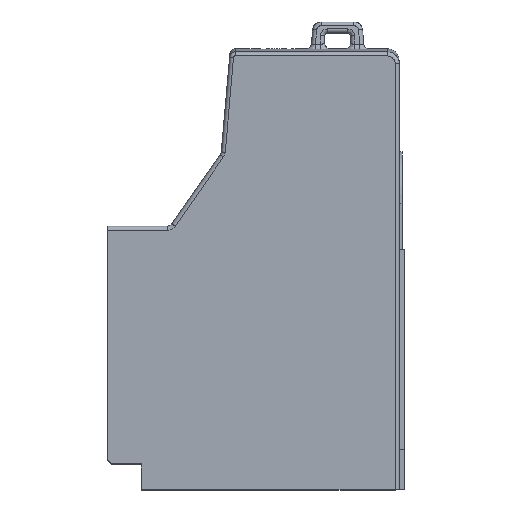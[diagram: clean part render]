
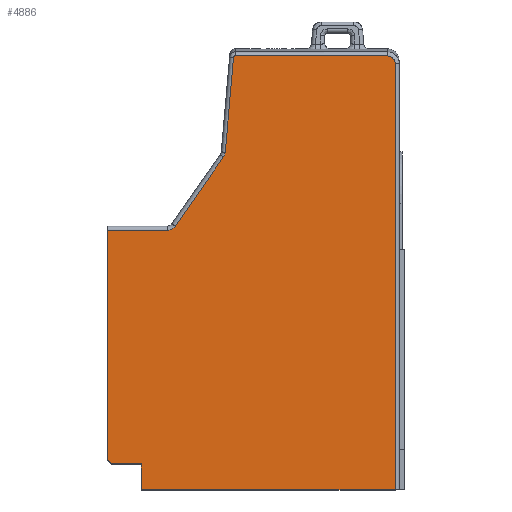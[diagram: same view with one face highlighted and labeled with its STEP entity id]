
A CAD part, top view. The second image highlights one B-rep face of the part: STEP entity #4886.
In plain terms, the highlighted planar face has unit normal (0, 0, 1).
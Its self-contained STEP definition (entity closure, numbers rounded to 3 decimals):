
#359=DIRECTION('',(0.,1.,0.));
#360=VECTOR('',#359,4.5);
#361=CARTESIAN_POINT('',(50.2,-31.3,16.7));
#362=LINE('',#361,#360);
#375=DIRECTION('',(1.,0.,0.));
#376=VECTOR('',#375,5.3);
#377=CARTESIAN_POINT('',(44.9,-26.8,16.7));
#378=LINE('',#377,#376);
#379=DIRECTION('',(0.707,-0.707,0.));
#380=VECTOR('',#379,0.99);
#381=CARTESIAN_POINT('',(44.2,-26.1,16.7));
#382=LINE('',#381,#380);
#383=DIRECTION('',(0.,-1.,0.));
#384=VECTOR('',#383,40.1);
#385=CARTESIAN_POINT('',(44.2,14.,16.7));
#386=LINE('',#385,#384);
#387=DIRECTION('',(-1.,0.,0.));
#388=VECTOR('',#387,10.479);
#389=CARTESIAN_POINT('',(54.679,14.,16.7));
#390=LINE('',#389,#388);
#391=CARTESIAN_POINT('',(54.679,15.7,16.7));
#392=DIRECTION('',(0.,0.,-1.));
#393=DIRECTION('',(0.819,-0.574,0.));
#394=AXIS2_PLACEMENT_3D('',#391,#392,#393);
#396=DIRECTION('',(-0.574,-0.819,0.));
#397=VECTOR('',#396,14.741);
#398=CARTESIAN_POINT('',(64.527,26.8,16.7));
#399=LINE('',#398,#397);
#400=CARTESIAN_POINT('',(63.134,27.775,16.7));
#401=DIRECTION('',(0.,0.,-1.));
#402=DIRECTION('',(0.996,-0.087,0.));
#403=AXIS2_PLACEMENT_3D('',#400,#401,#402);
#405=DIRECTION('',(-0.087,-0.996,0.));
#406=VECTOR('',#405,16.603);
#407=CARTESIAN_POINT('',(66.275,44.167,16.7));
#408=LINE('',#407,#406);
#409=CARTESIAN_POINT('',(66.574,44.441,16.7));
#410=CARTESIAN_POINT('',(66.515,44.441,16.7));
#411=CARTESIAN_POINT('',(66.421,44.402,16.7));
#412=CARTESIAN_POINT('',(66.312,44.292,16.7));
#413=CARTESIAN_POINT('',(66.279,44.213,16.7));
#414=CARTESIAN_POINT('',(66.275,44.167,16.7));
#416=DIRECTION('',(-1.,0.,0.));
#417=VECTOR('',#416,26.626);
#418=CARTESIAN_POINT('',(93.2,44.441,16.7));
#419=LINE('',#418,#417);
#420=CARTESIAN_POINT('',(94.5,43.14,16.7));
#421=CARTESIAN_POINT('',(94.5,43.239,16.7));
#422=CARTESIAN_POINT('',(94.477,43.388,16.7));
#423=CARTESIAN_POINT('',(94.409,43.579,16.7));
#424=CARTESIAN_POINT('',(94.347,43.704,16.7));
#425=CARTESIAN_POINT('',(94.281,43.81,16.7));
#426=CARTESIAN_POINT('',(94.194,43.928,16.7));
#427=CARTESIAN_POINT('',(94.07,44.065,16.7));
#428=CARTESIAN_POINT('',(93.928,44.182,16.7));
#429=CARTESIAN_POINT('',(93.806,44.262,16.7));
#430=CARTESIAN_POINT('',(93.703,44.319,16.7));
#431=CARTESIAN_POINT('',(93.587,44.37,16.7));
#432=CARTESIAN_POINT('',(93.418,44.423,16.7));
#433=CARTESIAN_POINT('',(93.287,44.441,16.7));
#434=CARTESIAN_POINT('',(93.2,44.441,16.7));
#436=DIRECTION('',(0.,1.,0.));
#437=VECTOR('',#436,74.44);
#438=CARTESIAN_POINT('',(94.5,-31.3,16.7));
#439=LINE('',#438,#437);
#744=DIRECTION('',(-1.,0.,0.));
#745=VECTOR('',#744,44.3);
#746=CARTESIAN_POINT('',(94.5,-31.3,16.7));
#747=LINE('',#746,#745);
#1274=CARTESIAN_POINT('',(66.275,44.167,16.7));
#4146=CARTESIAN_POINT('',(50.2,-31.3,16.7));
#4147=VERTEX_POINT('',#4146);
#4148=CARTESIAN_POINT('',(50.2,-26.8,16.7));
#4149=VERTEX_POINT('',#4148);
#4361=VERTEX_POINT('',#1274);
#4362=VERTEX_POINT('',#409);
#4363=CARTESIAN_POINT('',(64.828,27.627,16.7));
#4364=VERTEX_POINT('',#4363);
#4365=CARTESIAN_POINT('',(64.527,26.8,16.7));
#4366=VERTEX_POINT('',#4365);
#4367=CARTESIAN_POINT('',(56.072,14.725,16.7));
#4368=VERTEX_POINT('',#4367);
#4369=CARTESIAN_POINT('',(54.679,14.,16.7));
#4370=VERTEX_POINT('',#4369);
#4373=CARTESIAN_POINT('',(44.2,14.,16.7));
#4374=VERTEX_POINT('',#4373);
#4375=CARTESIAN_POINT('',(44.2,-26.1,16.7));
#4376=VERTEX_POINT('',#4375);
#4377=CARTESIAN_POINT('',(44.9,-26.8,16.7));
#4378=VERTEX_POINT('',#4377);
#4379=CARTESIAN_POINT('',(94.5,-31.3,16.7));
#4380=VERTEX_POINT('',#4379);
#4381=CARTESIAN_POINT('',(94.5,43.14,16.7));
#4382=VERTEX_POINT('',#4381);
#4383=VERTEX_POINT('',#434);
#4853=CARTESIAN_POINT('',(69.35,6.57,16.7));
#4854=DIRECTION('',(0.,0.,1.));
#4855=DIRECTION('',(1.,0.,0.));
#4856=AXIS2_PLACEMENT_3D('',#4853,#4854,#4855);
#4857=PLANE('',#4856);
#4858=ORIENTED_EDGE('',*,*,#4635,.F.);
#4860=ORIENTED_EDGE('',*,*,#4859,.F.);
#4862=ORIENTED_EDGE('',*,*,#4861,.F.);
#4864=ORIENTED_EDGE('',*,*,#4863,.F.);
#4866=ORIENTED_EDGE('',*,*,#4865,.F.);
#4868=ORIENTED_EDGE('',*,*,#4867,.F.);
#4870=ORIENTED_EDGE('',*,*,#4869,.F.);
#4872=ORIENTED_EDGE('',*,*,#4871,.F.);
#4874=ORIENTED_EDGE('',*,*,#4873,.F.);
#4876=ORIENTED_EDGE('',*,*,#4875,.F.);
#4878=ORIENTED_EDGE('',*,*,#4877,.F.);
#4880=ORIENTED_EDGE('',*,*,#4879,.F.);
#4882=ORIENTED_EDGE('',*,*,#4881,.T.);
#4883=ORIENTED_EDGE('',*,*,#4833,.T.);
#4884=EDGE_LOOP('',(#4858,#4860,#4862,#4864,#4866,#4868,#4870,#4872,#4874,#4876,
#4878,#4880,#4882,#4883));
#4885=FACE_OUTER_BOUND('',#4884,.F.);
#395=CIRCLE('',#394,1.7);
#404=CIRCLE('',#403,1.7);
#415=B_SPLINE_CURVE_WITH_KNOTS('',3,(#409,#410,#411,#412,#413,#414),
.UNSPECIFIED.,.F.,.F.,(4,1,1,4),(0.,0.426,0.663,1.),
.UNSPECIFIED.);
#435=B_SPLINE_CURVE_WITH_KNOTS('',3,(#420,#421,#422,#423,#424,#425,#426,#427,
#428,#429,#430,#431,#432,#433,#434),.UNSPECIFIED.,.F.,.F.,(4,1,1,1,1,1,1,1,1,1,
1,1,4),(0.,0.152,0.229,0.305,
0.358,0.412,0.518,0.625,
0.679,0.732,0.799,0.866,1.),
.UNSPECIFIED.);
#4635=EDGE_CURVE('',#4378,#4149,#378,.T.);
#4833=EDGE_CURVE('',#4147,#4149,#362,.T.);
#4859=EDGE_CURVE('',#4376,#4378,#382,.T.);
#4861=EDGE_CURVE('',#4374,#4376,#386,.T.);
#4863=EDGE_CURVE('',#4370,#4374,#390,.T.);
#4865=EDGE_CURVE('',#4368,#4370,#395,.T.);
#4867=EDGE_CURVE('',#4366,#4368,#399,.T.);
#4869=EDGE_CURVE('',#4364,#4366,#404,.T.);
#4871=EDGE_CURVE('',#4361,#4364,#408,.T.);
#4873=EDGE_CURVE('',#4362,#4361,#415,.T.);
#4875=EDGE_CURVE('',#4383,#4362,#419,.T.);
#4877=EDGE_CURVE('',#4382,#4383,#435,.T.);
#4879=EDGE_CURVE('',#4380,#4382,#439,.T.);
#4881=EDGE_CURVE('',#4380,#4147,#747,.T.);
#4886=ADVANCED_FACE('',(#4885),#4857,.T.);
